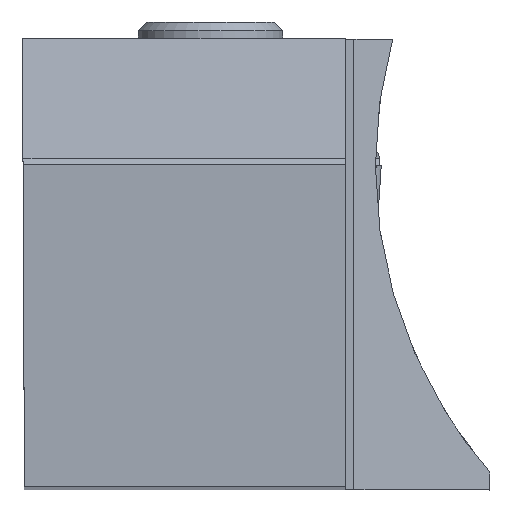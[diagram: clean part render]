
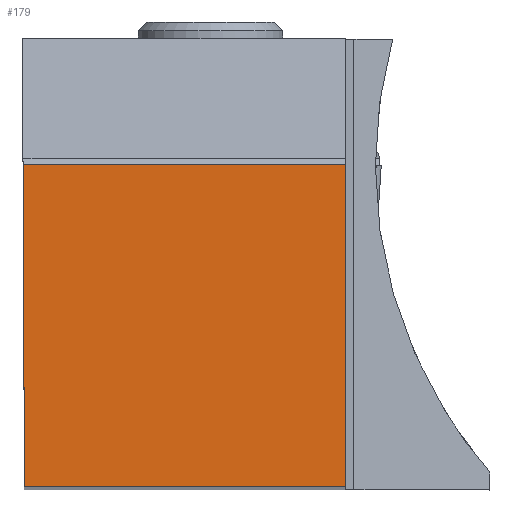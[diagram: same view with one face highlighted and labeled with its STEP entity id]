
A CAD part, top view. The second image highlights one B-rep face of the part: STEP entity #179.
In plain terms, the highlighted planar face has unit normal (0, 0, 1).
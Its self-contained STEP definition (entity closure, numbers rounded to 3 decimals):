
#179=ADVANCED_FACE('BLANK_BOXF006',(#288),#229,.F.);
#229=PLANE('',#1378);
#288=FACE_OUTER_BOUND('',#349,.T.);
#349=EDGE_LOOP('',(#612,#613,#614,#615));
#612=ORIENTED_EDGE('',*,*,#962,.T.);
#613=ORIENTED_EDGE('',*,*,#963,.T.);
#614=ORIENTED_EDGE('',*,*,#958,.T.);
#615=ORIENTED_EDGE('',*,*,#953,.T.);
#804=VERTEX_POINT('',#2345);
#805=VERTEX_POINT('',#2347);
#807=VERTEX_POINT('',#2356);
#810=VERTEX_POINT('',#2364);
#953=EDGE_CURVE('',#805,#804,#1076,.T.);
#958=EDGE_CURVE('',#807,#805,#1081,.T.);
#962=EDGE_CURVE('',#804,#810,#1085,.T.);
#963=EDGE_CURVE('',#810,#807,#1086,.T.);
#1076=LINE('',#2346,#1197);
#1081=LINE('',#2355,#1202);
#1085=LINE('',#2363,#1206);
#1086=LINE('',#2365,#1207);
#1197=VECTOR('',#1615,1.);
#1202=VECTOR('',#1624,1.);
#1206=VECTOR('',#1630,1.);
#1207=VECTOR('',#1631,1.);
#1378=AXIS2_PLACEMENT_3D('',#2366,#1632,#1633);
#1615=DIRECTION('',(1.,0.,0.));
#1624=DIRECTION('',(0.004,-1.,0.));
#1630=DIRECTION('',(0.,1.,0.));
#1631=DIRECTION('',(-1.,0.,0.));
#1632=DIRECTION('',(0.,0.,-1.));
#1633=DIRECTION('',(0.,-1.,0.));
#2345=CARTESIAN_POINT('',(18.923,0.,0.));
#2346=CARTESIAN_POINT('',(-126.2,0.,0.));
#2347=CARTESIAN_POINT('',(0.083,0.,0.));
#2355=CARTESIAN_POINT('',(-0.468,126.199,0.));
#2356=CARTESIAN_POINT('',(0.,18.923,0.));
#2363=CARTESIAN_POINT('',(18.923,-126.2,0.));
#2364=CARTESIAN_POINT('',(18.923,18.923,0.));
#2365=CARTESIAN_POINT('',(126.2,18.923,0.));
#2366=CARTESIAN_POINT('',(27.38,-5.,0.));
